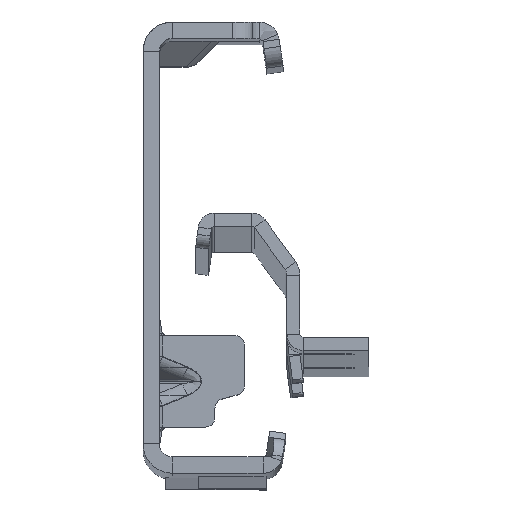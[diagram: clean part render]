
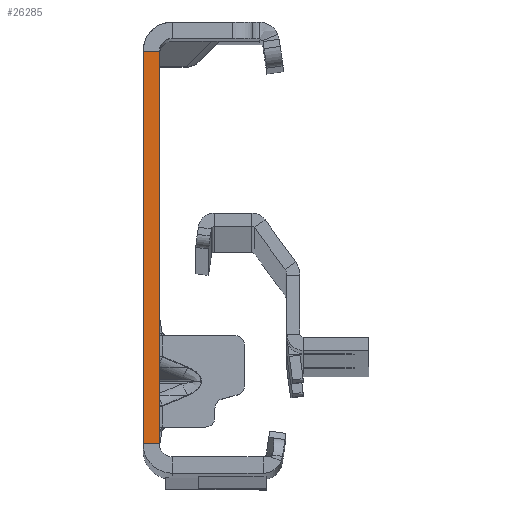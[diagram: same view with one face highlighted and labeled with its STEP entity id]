
A CAD part, top view. The second image highlights one B-rep face of the part: STEP entity #26285.
In plain terms, the highlighted planar face has unit normal (0, 0, 1).
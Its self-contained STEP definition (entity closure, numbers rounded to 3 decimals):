
#65 = CARTESIAN_POINT ( 'NONE',  ( 0., -30., 0. ) ) ;
#1328 = ORIENTED_EDGE ( 'NONE', *, *, #14396, .F. ) ;
#3203 = VERTEX_POINT ( 'NONE', #7541 ) ;
#3248 = DIRECTION ( 'NONE',  ( 0., 0., 1. ) ) ;
#7541 = CARTESIAN_POINT ( 'NONE',  ( 0., 30., 0. ) ) ;
#9354 = ORIENTED_EDGE ( 'NONE', *, *, #10982, .T. ) ;
#10982 = EDGE_CURVE ( 'NONE', #15240, #12891, #26430, .T. ) ;
#12891 = VERTEX_POINT ( 'NONE', #19539 ) ;
#14236 = ORIENTED_EDGE ( 'NONE', *, *, #28653, .T. ) ;
#14396 = EDGE_CURVE ( 'NONE', #3203, #19587, #39293, .T. ) ;
#14920 = CARTESIAN_POINT ( 'NONE',  ( -2.5, -32., 0. ) ) ;
#15240 = VERTEX_POINT ( 'NONE', #20339 ) ;
#17088 = EDGE_LOOP ( 'NONE', ( #1328, #14236, #9354, #38304 ) ) ;
#18826 = DIRECTION ( 'NONE',  ( 1., 0., 0. ) ) ;
#19539 = CARTESIAN_POINT ( 'NONE',  ( -2.5, -30., 0. ) ) ;
#19587 = VERTEX_POINT ( 'NONE', #65 ) ;
#20339 = CARTESIAN_POINT ( 'NONE',  ( -2.5, 30., 0. ) ) ;
#20579 = EDGE_CURVE ( 'NONE', #19587, #12891, #44177, .T. ) ;
#22190 = LINE ( 'NONE', #49587, #45640 ) ;
#23126 = VECTOR ( 'NONE', #24608, 1000. ) ;
#24608 = DIRECTION ( 'NONE',  ( -1., 0., 0. ) ) ;
#24630 = PLANE ( 'NONE',  #42707 ) ;
#26285 = ADVANCED_FACE ( 'NONE', ( #47749 ), #24630, .T. ) ;
#26430 = LINE ( 'NONE', #14920, #32366 ) ;
#28477 = CARTESIAN_POINT ( 'NONE',  ( -2.5, -32., 0. ) ) ;
#28653 = EDGE_CURVE ( 'NONE', #3203, #15240, #22190, .T. ) ;
#32366 = VECTOR ( 'NONE', #38389, 1000. ) ;
#32494 = CARTESIAN_POINT ( 'NONE',  ( 0., -30., 0. ) ) ;
#33647 = DIRECTION ( 'NONE',  ( -1., 0., 0. ) ) ;
#38304 = ORIENTED_EDGE ( 'NONE', *, *, #20579, .F. ) ;
#38389 = DIRECTION ( 'NONE',  ( 0., -1., 0. ) ) ;
#39293 = LINE ( 'NONE', #46894, #39405 ) ;
#39405 = VECTOR ( 'NONE', #50416, 1000. ) ;
#42707 = AXIS2_PLACEMENT_3D ( 'NONE', #28477, #3248, #18826 ) ;
#44177 = LINE ( 'NONE', #32494, #23126 ) ;
#45640 = VECTOR ( 'NONE', #33647, 1000. ) ;
#46894 = CARTESIAN_POINT ( 'NONE',  ( 0., -32., 0. ) ) ;
#47749 = FACE_OUTER_BOUND ( 'NONE', #17088, .T. ) ;
#49587 = CARTESIAN_POINT ( 'NONE',  ( 0., 30., 0. ) ) ;
#50416 = DIRECTION ( 'NONE',  ( 0., -1., 0. ) ) ;
